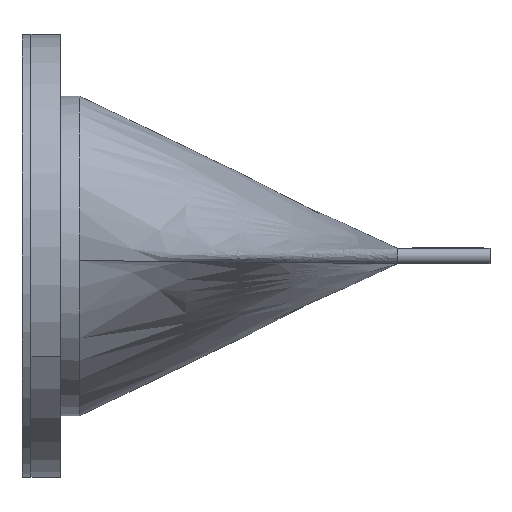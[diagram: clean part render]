
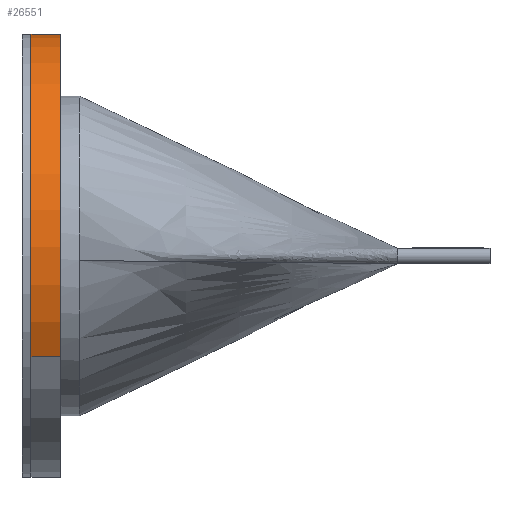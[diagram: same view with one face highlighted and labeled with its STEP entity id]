
A CAD part, front view. The second image highlights one B-rep face of the part: STEP entity #26551.
In plain terms, the highlighted cylindrical face has radius 320 mm (diameter 640 mm), a partial arc.
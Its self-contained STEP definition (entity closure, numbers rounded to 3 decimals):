
#1255 = EDGE_CURVE ( 'NONE', #21499, #20963, #17402, .T. ) ;
#1968 = DIRECTION ( 'NONE',  ( 0., 0., 1. ) ) ;
#2995 = DIRECTION ( 'NONE',  ( 0., 0., -1. ) ) ;
#3443 = CARTESIAN_POINT ( 'NONE',  ( 145.277, -285.122, 0. ) ) ;
#7340 = EDGE_CURVE ( 'NONE', #26682, #29310, #28983, .T. ) ;
#9042 = CYLINDRICAL_SURFACE ( 'NONE', #34975, 320. ) ;
#10818 = ORIENTED_EDGE ( 'NONE', *, *, #16250, .T. ) ;
#10821 = VECTOR ( 'NONE', #2995, 1000. ) ;
#11572 = DIRECTION ( 'NONE',  ( -1., 0., 0. ) ) ;
#13794 = CARTESIAN_POINT ( 'NONE',  ( 145.277, -285.122, 42. ) ) ;
#14254 = CARTESIAN_POINT ( 'NONE',  ( 0., 0., 0. ) ) ;
#14846 = ORIENTED_EDGE ( 'NONE', *, *, #1255, .F. ) ;
#16038 = DIRECTION ( 'NONE',  ( 1., 0., 0. ) ) ;
#16250 = EDGE_CURVE ( 'NONE', #29310, #20963, #36934, .T. ) ;
#17092 = DIRECTION ( 'NONE',  ( 0., 0., 1. ) ) ;
#17096 = DIRECTION ( 'NONE',  ( 0., 0., -1. ) ) ;
#17402 = LINE ( 'NONE', #25556, #35579 ) ;
#18608 = AXIS2_PLACEMENT_3D ( 'NONE', #33268, #1968, #16038 ) ;
#19196 = CIRCLE ( 'NONE', #18608, 320. ) ;
#20241 = DIRECTION ( 'NONE',  ( 0., 0., -1. ) ) ;
#20963 = VERTEX_POINT ( 'NONE', #3443 ) ;
#21499 = VERTEX_POINT ( 'NONE', #13794 ) ;
#22452 = ORIENTED_EDGE ( 'NONE', *, *, #35976, .F. ) ;
#23341 = FACE_OUTER_BOUND ( 'NONE', #26879, .T. ) ;
#24878 = CARTESIAN_POINT ( 'NONE',  ( -320., 0., 0. ) ) ;
#25430 = AXIS2_PLACEMENT_3D ( 'NONE', #14254, #17092, #28071 ) ;
#25556 = CARTESIAN_POINT ( 'NONE',  ( 145.277, -285.122, 42. ) ) ;
#26551 = ADVANCED_FACE ( 'NONE', ( #23341 ), #9042, .T. ) ;
#26682 = VERTEX_POINT ( 'NONE', #28395 ) ;
#26879 = EDGE_LOOP ( 'NONE', ( #22452, #36077, #10818, #14846 ) ) ;
#28071 = DIRECTION ( 'NONE',  ( 1., 0., 0. ) ) ;
#28395 = CARTESIAN_POINT ( 'NONE',  ( -320., 0., 42. ) ) ;
#28983 = LINE ( 'NONE', #34892, #10821 ) ;
#29310 = VERTEX_POINT ( 'NONE', #24878 ) ;
#33268 = CARTESIAN_POINT ( 'NONE',  ( 0., 0., 42. ) ) ;
#34892 = CARTESIAN_POINT ( 'NONE',  ( -320., 0., 42. ) ) ;
#34975 = AXIS2_PLACEMENT_3D ( 'NONE', #35095, #17096, #11572 ) ;
#35095 = CARTESIAN_POINT ( 'NONE',  ( 0., 0., 42. ) ) ;
#35579 = VECTOR ( 'NONE', #20241, 1000. ) ;
#35976 = EDGE_CURVE ( 'NONE', #26682, #21499, #19196, .T. ) ;
#36077 = ORIENTED_EDGE ( 'NONE', *, *, #7340, .T. ) ;
#36934 = CIRCLE ( 'NONE', #25430, 320. ) ;
